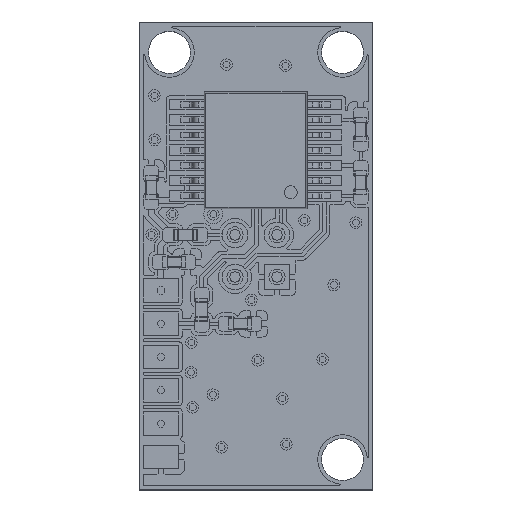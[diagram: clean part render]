
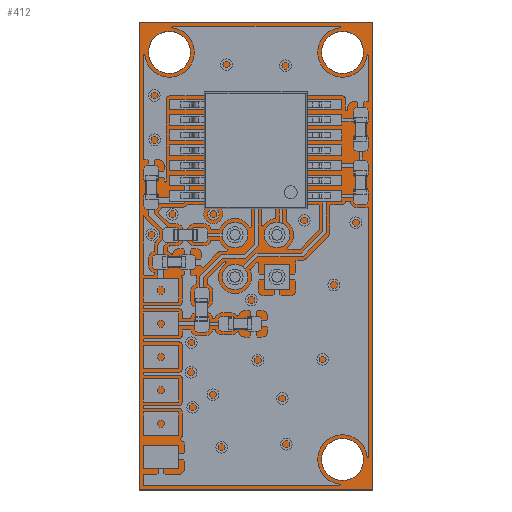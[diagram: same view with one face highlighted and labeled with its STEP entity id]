
A CAD part, top view. The second image highlights one B-rep face of the part: STEP entity #412.
In plain terms, the highlighted planar face has unit normal (0, 0, 1).
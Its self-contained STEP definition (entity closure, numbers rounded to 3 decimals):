
#62 = VERTEX_POINT('',#63);
#63 = CARTESIAN_POINT('',(109.,-74.,0.));
#80 = VERTEX_POINT('',#81);
#81 = CARTESIAN_POINT('',(109.,-54.,0.));
#87 = EDGE_CURVE('',#62,#80,#88,.T.);
#88 = LINE('',#89,#90);
#89 = CARTESIAN_POINT('',(109.,-74.,0.));
#90 = VECTOR('',#91,1.);
#91 = DIRECTION('',(0.,1.,0.));
#102 = VERTEX_POINT('',#103);
#103 = CARTESIAN_POINT('',(119.,-74.,0.));
#118 = EDGE_CURVE('',#102,#62,#119,.T.);
#119 = LINE('',#120,#121);
#120 = CARTESIAN_POINT('',(119.,-74.,0.));
#121 = VECTOR('',#122,1.);
#122 = DIRECTION('',(-1.,0.,0.));
#142 = VERTEX_POINT('',#143);
#143 = CARTESIAN_POINT('',(119.,-54.,0.));
#149 = EDGE_CURVE('',#80,#142,#150,.T.);
#150 = LINE('',#151,#152);
#151 = CARTESIAN_POINT('',(109.,-54.,0.));
#152 = VECTOR('',#153,1.);
#153 = DIRECTION('',(1.,0.,0.));
#171 = EDGE_CURVE('',#142,#102,#172,.T.);
#172 = LINE('',#173,#174);
#173 = CARTESIAN_POINT('',(119.,-54.,0.));
#174 = VECTOR('',#175,1.);
#175 = DIRECTION('',(0.,-1.,0.));
#186 = VERTEX_POINT('',#187);
#187 = CARTESIAN_POINT('',(118.6,-72.7,0.));
#203 = EDGE_CURVE('',#186,#186,#204,.T.);
#204 = CIRCLE('',#205,0.9);
#205 = AXIS2_PLACEMENT_3D('',#206,#207,#208);
#206 = CARTESIAN_POINT('',(117.7,-72.7,0.));
#207 = DIRECTION('',(0.,0.,1.));
#208 = DIRECTION('',(1.,0.,-0.));
#219 = VERTEX_POINT('',#220);
#220 = CARTESIAN_POINT('',(115.248,-64.898,0.));
#236 = EDGE_CURVE('',#219,#219,#237,.T.);
#237 = CIRCLE('',#238,0.35);
#238 = AXIS2_PLACEMENT_3D('',#239,#240,#241);
#239 = CARTESIAN_POINT('',(114.898,-64.898,0.));
#240 = DIRECTION('',(0.,0.,1.));
#241 = DIRECTION('',(1.,0.,-0.));
#252 = VERTEX_POINT('',#253);
#253 = CARTESIAN_POINT('',(113.452,-64.898,0.));
#269 = EDGE_CURVE('',#252,#252,#270,.T.);
#270 = CIRCLE('',#271,0.35);
#271 = AXIS2_PLACEMENT_3D('',#272,#273,#274);
#272 = CARTESIAN_POINT('',(113.102,-64.898,0.));
#273 = DIRECTION('',(0.,0.,1.));
#274 = DIRECTION('',(1.,0.,-0.));
#285 = VERTEX_POINT('',#286);
#286 = CARTESIAN_POINT('',(115.248,-63.102,0.));
#302 = EDGE_CURVE('',#285,#285,#303,.T.);
#303 = CIRCLE('',#304,0.35);
#304 = AXIS2_PLACEMENT_3D('',#305,#306,#307);
#305 = CARTESIAN_POINT('',(114.898,-63.102,0.));
#306 = DIRECTION('',(0.,0.,1.));
#307 = DIRECTION('',(1.,0.,-0.));
#318 = VERTEX_POINT('',#319);
#319 = CARTESIAN_POINT('',(118.6,-55.3,0.));
#335 = EDGE_CURVE('',#318,#318,#336,.T.);
#336 = CIRCLE('',#337,0.9);
#337 = AXIS2_PLACEMENT_3D('',#338,#339,#340);
#338 = CARTESIAN_POINT('',(117.7,-55.3,0.));
#339 = DIRECTION('',(0.,0.,1.));
#340 = DIRECTION('',(1.,0.,-0.));
#351 = VERTEX_POINT('',#352);
#352 = CARTESIAN_POINT('',(113.452,-63.102,0.));
#368 = EDGE_CURVE('',#351,#351,#369,.T.);
#369 = CIRCLE('',#370,0.35);
#370 = AXIS2_PLACEMENT_3D('',#371,#372,#373);
#371 = CARTESIAN_POINT('',(113.102,-63.102,0.));
#372 = DIRECTION('',(0.,0.,1.));
#373 = DIRECTION('',(1.,0.,-0.));
#384 = VERTEX_POINT('',#385);
#385 = CARTESIAN_POINT('',(111.2,-55.3,0.));
#401 = EDGE_CURVE('',#384,#384,#402,.T.);
#402 = CIRCLE('',#403,0.9);
#403 = AXIS2_PLACEMENT_3D('',#404,#405,#406);
#404 = CARTESIAN_POINT('',(110.3,-55.3,0.));
#405 = DIRECTION('',(0.,0.,1.));
#406 = DIRECTION('',(1.,0.,-0.));
#412 = ADVANCED_FACE('',(#413,#419,#422,#425,#428,#431,#434,#437),#440,
  .F.);
#413 = FACE_BOUND('',#414,.F.);
#414 = EDGE_LOOP('',(#415,#416,#417,#418));
#415 = ORIENTED_EDGE('',*,*,#87,.T.);
#416 = ORIENTED_EDGE('',*,*,#149,.T.);
#417 = ORIENTED_EDGE('',*,*,#171,.T.);
#418 = ORIENTED_EDGE('',*,*,#118,.T.);
#419 = FACE_BOUND('',#420,.F.);
#420 = EDGE_LOOP('',(#421));
#421 = ORIENTED_EDGE('',*,*,#203,.T.);
#422 = FACE_BOUND('',#423,.F.);
#423 = EDGE_LOOP('',(#424));
#424 = ORIENTED_EDGE('',*,*,#236,.T.);
#425 = FACE_BOUND('',#426,.F.);
#426 = EDGE_LOOP('',(#427));
#427 = ORIENTED_EDGE('',*,*,#269,.T.);
#428 = FACE_BOUND('',#429,.F.);
#429 = EDGE_LOOP('',(#430));
#430 = ORIENTED_EDGE('',*,*,#302,.T.);
#431 = FACE_BOUND('',#432,.F.);
#432 = EDGE_LOOP('',(#433));
#433 = ORIENTED_EDGE('',*,*,#335,.T.);
#434 = FACE_BOUND('',#435,.F.);
#435 = EDGE_LOOP('',(#436));
#436 = ORIENTED_EDGE('',*,*,#368,.T.);
#437 = FACE_BOUND('',#438,.F.);
#438 = EDGE_LOOP('',(#439));
#439 = ORIENTED_EDGE('',*,*,#401,.T.);
#440 = PLANE('',#441);
#441 = AXIS2_PLACEMENT_3D('',#442,#443,#444);
#442 = CARTESIAN_POINT('',(114.,-64.,0.));
#443 = DIRECTION('',(-0.,-0.,-1.));
#444 = DIRECTION('',(-1.,0.,0.));
